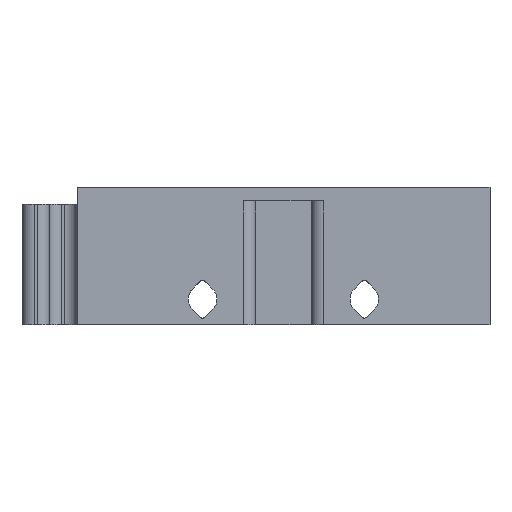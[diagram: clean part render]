
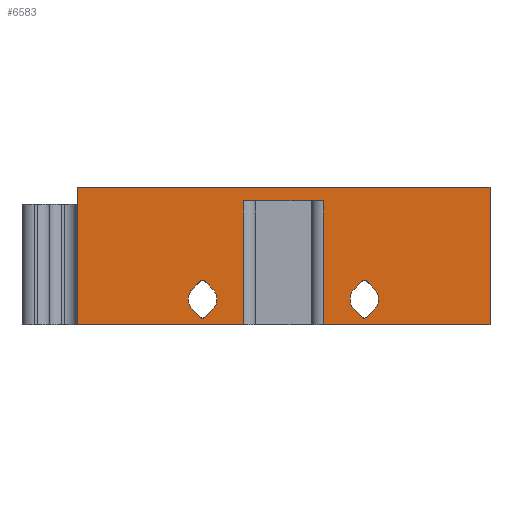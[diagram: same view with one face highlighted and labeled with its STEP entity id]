
A CAD part, front view. The second image highlights one B-rep face of the part: STEP entity #6583.
In plain terms, the highlighted planar face has unit normal (0, -1, 0).
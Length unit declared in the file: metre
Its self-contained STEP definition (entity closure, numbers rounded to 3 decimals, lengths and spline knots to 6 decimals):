
#105=CIRCLE('',#6966,0.0004);
#113=CIRCLE('',#6982,0.002075);
#121=CIRCLE('',#6994,0.002075);
#137=CIRCLE('',#7040,0.0004);
#139=CIRCLE('',#7043,0.002075);
#153=CIRCLE('',#7073,0.002075);
#154=CIRCLE('',#7074,0.0004);
#155=CIRCLE('',#7075,0.0004);
#1124=ORIENTED_EDGE('',*,*,#2973,.T.);
#1125=ORIENTED_EDGE('',*,*,#2531,.F.);
#1126=ORIENTED_EDGE('',*,*,#2974,.T.);
#1127=ORIENTED_EDGE('',*,*,#2709,.T.);
#1128=ORIENTED_EDGE('',*,*,#2975,.F.);
#1129=ORIENTED_EDGE('',*,*,#2976,.T.);
#1130=ORIENTED_EDGE('',*,*,#2977,.T.);
#1131=ORIENTED_EDGE('',*,*,#2693,.T.);
#1132=ORIENTED_EDGE('',*,*,#2978,.F.);
#1133=ORIENTED_EDGE('',*,*,#2979,.T.);
#1134=ORIENTED_EDGE('',*,*,#2980,.F.);
#1135=ORIENTED_EDGE('',*,*,#2936,.F.);
#1136=ORIENTED_EDGE('',*,*,#2924,.F.);
#1137=ORIENTED_EDGE('',*,*,#2893,.F.);
#1138=ORIENTED_EDGE('',*,*,#2921,.F.);
#1139=ORIENTED_EDGE('',*,*,#2981,.T.);
#1140=ORIENTED_EDGE('',*,*,#2791,.F.);
#1141=ORIENTED_EDGE('',*,*,#2806,.T.);
#1142=ORIENTED_EDGE('',*,*,#2818,.T.);
#1143=ORIENTED_EDGE('',*,*,#2830,.T.);
#1144=ORIENTED_EDGE('',*,*,#2855,.T.);
#1145=ORIENTED_EDGE('',*,*,#2982,.T.);
#1146=ORIENTED_EDGE('',*,*,#2873,.F.);
#1147=ORIENTED_EDGE('',*,*,#2841,.T.);
#2531=EDGE_CURVE('',#3502,#3503,#4169,.F.);
#2693=EDGE_CURVE('',#3649,#3648,#4297,.F.);
#2709=EDGE_CURVE('',#3665,#3664,#4305,.F.);
#2791=EDGE_CURVE('',#3742,#3739,#4359,.T.);
#2806=EDGE_CURVE('',#3742,#3756,#105,.T.);
#2818=EDGE_CURVE('',#3756,#3764,#4378,.T.);
#2830=EDGE_CURVE('',#3764,#3772,#113,.T.);
#2841=EDGE_CURVE('',#3780,#3739,#121,.T.);
#2855=EDGE_CURVE('',#3772,#3789,#4398,.T.);
#2873=EDGE_CURVE('',#3780,#3804,#4409,.T.);
#2893=EDGE_CURVE('',#3820,#3817,#4423,.T.);
#2921=EDGE_CURVE('',#3844,#3820,#137,.F.);
#2924=EDGE_CURVE('',#3817,#3845,#139,.F.);
#2936=EDGE_CURVE('',#3845,#3855,#4447,.T.);
#2973=EDGE_CURVE('',#3648,#3503,#4471,.T.);
#2974=EDGE_CURVE('',#3502,#3665,#4472,.F.);
#2975=EDGE_CURVE('',#3884,#3664,#4473,.T.);
#2976=EDGE_CURVE('',#3884,#3885,#4474,.F.);
#2977=EDGE_CURVE('',#3885,#3649,#4475,.F.);
#2978=EDGE_CURVE('',#3886,#3887,#153,.F.);
#2979=EDGE_CURVE('',#3886,#3888,#4476,.T.);
#2980=EDGE_CURVE('',#3855,#3888,#154,.F.);
#2981=EDGE_CURVE('',#3844,#3887,#4477,.T.);
#2982=EDGE_CURVE('',#3789,#3804,#155,.T.);
#3502=VERTEX_POINT('',#9503);
#3503=VERTEX_POINT('',#9505);
#3648=VERTEX_POINT('',#9872);
#3649=VERTEX_POINT('',#9874);
#3664=VERTEX_POINT('',#9904);
#3665=VERTEX_POINT('',#9906);
#3739=VERTEX_POINT('',#10062);
#3742=VERTEX_POINT('',#10067);
#3756=VERTEX_POINT('',#10100);
#3764=VERTEX_POINT('',#10124);
#3772=VERTEX_POINT('',#10148);
#3780=VERTEX_POINT('',#10172);
#3789=VERTEX_POINT('',#10198);
#3804=VERTEX_POINT('',#10236);
#3817=VERTEX_POINT('',#10270);
#3820=VERTEX_POINT('',#10275);
#3844=VERTEX_POINT('',#10331);
#3845=VERTEX_POINT('',#10335);
#3855=VERTEX_POINT('',#10363);
#3884=VERTEX_POINT('',#10436);
#3885=VERTEX_POINT('',#10438);
#3886=VERTEX_POINT('',#10441);
#3887=VERTEX_POINT('',#10442);
#3888=VERTEX_POINT('',#10444);
#4169=LINE('',#9504,#4887);
#4297=LINE('',#9873,#5015);
#4305=LINE('',#9905,#5023);
#4359=LINE('',#10068,#5077);
#4378=LINE('',#10125,#5096);
#4398=LINE('',#10199,#5116);
#4409=LINE('',#10235,#5127);
#4423=LINE('',#10276,#5141);
#4447=LINE('',#10362,#5165);
#4471=LINE('',#10433,#5189);
#4472=LINE('',#10434,#5190);
#4473=LINE('',#10435,#5191);
#4474=LINE('',#10437,#5192);
#4475=LINE('',#10439,#5193);
#4476=LINE('',#10443,#5194);
#4477=LINE('',#10446,#5195);
#4887=VECTOR('',#7512,1.);
#5015=VECTOR('',#7738,1.);
#5023=VECTOR('',#7762,1.);
#5077=VECTOR('',#7878,1.);
#5096=VECTOR('',#7929,1.);
#5116=VECTOR('',#8007,1.);
#5127=VECTOR('',#8040,1.);
#5141=VECTOR('',#8074,1.);
#5165=VECTOR('',#8154,1.);
#5189=VECTOR('',#8214,1.);
#5190=VECTOR('',#8215,1.);
#5191=VECTOR('',#8216,1.);
#5192=VECTOR('',#8217,1.);
#5193=VECTOR('',#8218,1.);
#5194=VECTOR('',#8221,1.);
#5195=VECTOR('',#8224,1.);
#5657=EDGE_LOOP('',(#1124,#1125,#1126,#1127,#1128,#1129,#1130,#1131));
#5658=EDGE_LOOP('',(#1132,#1133,#1134,#1135,#1136,#1137,#1138,#1139));
#5659=EDGE_LOOP('',(#1140,#1141,#1142,#1143,#1144,#1145,#1146,#1147));
#6021=FACE_BOUND('',#5657,.T.);
#6022=FACE_BOUND('',#5658,.T.);
#6023=FACE_BOUND('',#5659,.T.);
#6328=PLANE('',#7072);
#6583=ADVANCED_FACE('',(#6021,#6022,#6023),#6328,.F.);
#6966=AXIS2_PLACEMENT_3D('',#10101,#7902,#7903);
#6982=AXIS2_PLACEMENT_3D('',#10149,#7950,#7951);
#6994=AXIS2_PLACEMENT_3D('',#10171,#7977,#7978);
#7040=AXIS2_PLACEMENT_3D('',#10332,#8119,#8120);
#7043=AXIS2_PLACEMENT_3D('',#10338,#8126,#8127);
#7072=AXIS2_PLACEMENT_3D('',#10432,#8212,#8213);
#7073=AXIS2_PLACEMENT_3D('',#10440,#8219,#8220);
#7074=AXIS2_PLACEMENT_3D('',#10445,#8222,#8223);
#7075=AXIS2_PLACEMENT_3D('',#10447,#8225,#8226);
#7512=DIRECTION('',(-1.,0.,0.));
#7738=DIRECTION('',(-1.,0.,0.));
#7762=DIRECTION('',(-1.,0.,0.));
#7878=DIRECTION('',(0.707,0.,0.707));
#7902=DIRECTION('',(0.,1.,0.));
#7903=DIRECTION('',(-1.,0.,0.));
#7929=DIRECTION('',(-0.707,0.,0.707));
#7950=DIRECTION('',(0.,1.,0.));
#7951=DIRECTION('',(-1.,0.,0.));
#7977=DIRECTION('',(0.,1.,0.));
#7978=DIRECTION('',(-1.,0.,0.));
#8007=DIRECTION('',(0.707,0.,0.707));
#8040=DIRECTION('',(-0.707,0.,0.707));
#8074=DIRECTION('',(0.707,0.,0.707));
#8119=DIRECTION('',(0.,1.,0.));
#8120=DIRECTION('',(-1.,0.,0.));
#8126=DIRECTION('',(0.,1.,0.));
#8127=DIRECTION('',(-1.,0.,0.));
#8154=DIRECTION('',(-0.707,0.,0.707));
#8212=DIRECTION('',(0.,1.,0.));
#8213=DIRECTION('',(-1.,0.,0.));
#8214=DIRECTION('',(0.,0.,1.));
#8215=DIRECTION('',(0.,0.,1.));
#8216=DIRECTION('',(0.,0.,-1.));
#8217=DIRECTION('',(-1.,0.,0.));
#8218=DIRECTION('',(0.,0.,1.));
#8219=DIRECTION('',(0.,1.,0.));
#8220=DIRECTION('',(-1.,0.,0.));
#8221=DIRECTION('',(0.707,0.,0.707));
#8222=DIRECTION('',(0.,1.,0.));
#8223=DIRECTION('',(-1.,0.,0.));
#8224=DIRECTION('',(-0.707,0.,0.707));
#8225=DIRECTION('',(0.,1.,0.));
#8226=DIRECTION('',(-1.,0.,0.));
#9503=CARTESIAN_POINT('',(1.590025,0.630025,0.38));
#9504=CARTESIAN_POINT('',(1.662111,0.630025,0.38));
#9505=CARTESIAN_POINT('',(1.65,0.630025,0.38));
#9872=CARTESIAN_POINT('',(1.65,0.630025,0.36));
#9873=CARTESIAN_POINT('',(1.662111,0.630025,0.36));
#9874=CARTESIAN_POINT('',(1.625778,0.630025,0.36));
#9904=CARTESIAN_POINT('',(1.614222,0.630025,0.36));
#9905=CARTESIAN_POINT('',(1.662111,0.630025,0.36));
#9906=CARTESIAN_POINT('',(1.590025,0.630025,0.36));
#10062=CARTESIAN_POINT('',(1.633201,0.630025,0.362266));
#10067=CARTESIAN_POINT('',(1.632016,0.630025,0.361082));
#10068=CARTESIAN_POINT('',(1.656523,0.630025,0.385588));
#10100=CARTESIAN_POINT('',(1.631451,0.630025,0.361082));
#10101=CARTESIAN_POINT('',(1.631733,0.630025,0.361365));
#10124=CARTESIAN_POINT('',(1.630266,0.630025,0.362266));
#10125=CARTESIAN_POINT('',(1.637322,0.630025,0.355211));
#10148=CARTESIAN_POINT('',(1.630266,0.630025,0.365201));
#10149=CARTESIAN_POINT('',(1.631733,0.630025,0.363733));
#10171=CARTESIAN_POINT('',(1.631733,0.630025,0.363733));
#10172=CARTESIAN_POINT('',(1.633201,0.630025,0.365201));
#10198=CARTESIAN_POINT('',(1.631451,0.630025,0.366385));
#10199=CARTESIAN_POINT('',(1.653588,0.630025,0.388523));
#10235=CARTESIAN_POINT('',(1.640256,0.630025,0.358145));
#10236=CARTESIAN_POINT('',(1.632016,0.630025,0.366385));
#10270=CARTESIAN_POINT('',(1.609734,0.630025,0.362266));
#10275=CARTESIAN_POINT('',(1.608549,0.630025,0.361082));
#10276=CARTESIAN_POINT('',(1.644789,0.630025,0.397322));
#10331=CARTESIAN_POINT('',(1.607984,0.630025,0.361082));
#10332=CARTESIAN_POINT('',(1.608267,0.630025,0.361365));
#10335=CARTESIAN_POINT('',(1.609734,0.630025,0.365201));
#10338=CARTESIAN_POINT('',(1.608267,0.630025,0.363733));
#10362=CARTESIAN_POINT('',(1.628523,0.630025,0.346412));
#10363=CARTESIAN_POINT('',(1.608549,0.630025,0.366385));
#10432=CARTESIAN_POINT('',(1.662111,0.630025,0.38));
#10433=CARTESIAN_POINT('',(1.65,0.630025,0.38));
#10434=CARTESIAN_POINT('',(1.590025,0.630025,0.38));
#10435=CARTESIAN_POINT('',(1.614222,0.630025,0.38));
#10436=CARTESIAN_POINT('',(1.614222,0.630025,0.378));
#10437=CARTESIAN_POINT('',(1.662111,0.630025,0.378));
#10438=CARTESIAN_POINT('',(1.625778,0.630025,0.378));
#10439=CARTESIAN_POINT('',(1.625778,0.630025,0.38));
#10440=CARTESIAN_POINT('',(1.608267,0.630025,0.363733));
#10441=CARTESIAN_POINT('',(1.606799,0.630025,0.365201));
#10442=CARTESIAN_POINT('',(1.606799,0.630025,0.362266));
#10443=CARTESIAN_POINT('',(1.641855,0.630025,0.400256));
#10444=CARTESIAN_POINT('',(1.607984,0.630025,0.366385));
#10445=CARTESIAN_POINT('',(1.608267,0.630025,0.366102));
#10446=CARTESIAN_POINT('',(1.625588,0.630025,0.343477));
#10447=CARTESIAN_POINT('',(1.631733,0.630025,0.366102));
